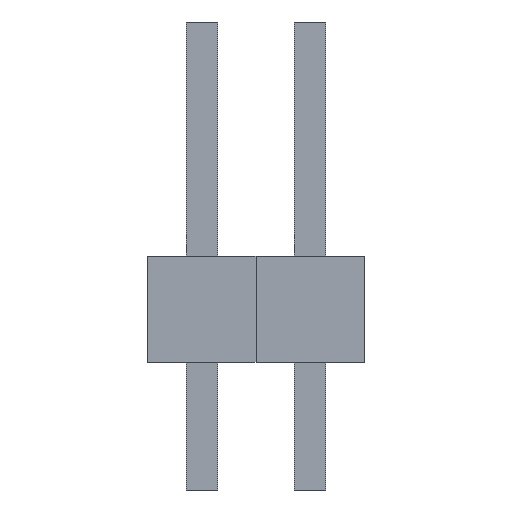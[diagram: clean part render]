
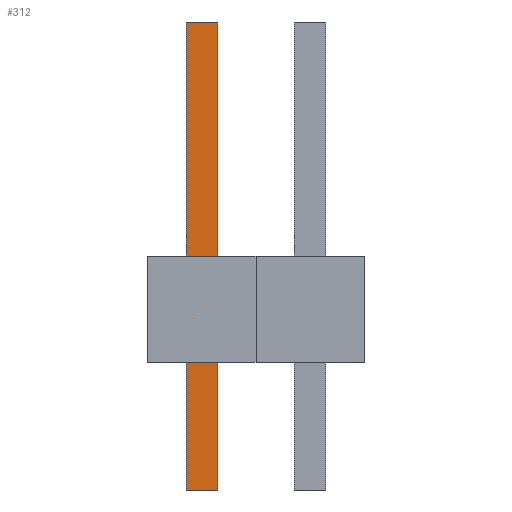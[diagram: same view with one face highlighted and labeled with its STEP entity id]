
A CAD part, front view. The second image highlights one B-rep face of the part: STEP entity #312.
In plain terms, the highlighted planar face has unit normal (0, -1, 0).
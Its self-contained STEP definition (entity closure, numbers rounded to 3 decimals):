
#13=DIRECTION('',(0.,0.,1.));
#14=DIRECTION('',(1.,0.,0.));
#153=VECTOR('',#13,1.);
#160=DIRECTION('',(0.,1.,0.));
#202=VECTOR('',#14,1.);
#266=EDGE_CURVE('',#267,#269,#271,.T.);
#267=VERTEX_POINT('',#268);
#268=CARTESIAN_POINT('',(-0.371,-0.371,-3.));
#269=VERTEX_POINT('',#270);
#270=CARTESIAN_POINT('',(-0.371,-0.371,8.));
#271=LINE('',#268,#153);
#290=ORIENTED_EDGE('',*,*,#291,.F.);
#291=EDGE_CURVE('',#292,#294,#296,.T.);
#292=VERTEX_POINT('',#293);
#293=CARTESIAN_POINT('',(0.371,-0.371,-3.));
#294=VERTEX_POINT('',#295);
#295=CARTESIAN_POINT('',(0.371,-0.371,8.));
#296=LINE('',#293,#153);
#312=ADVANCED_FACE('',(#313),#322,.F.);
#313=FACE_BOUND('',#314,.F.);
#314=EDGE_LOOP('',(#315,#318,#319,#290));
#315=ORIENTED_EDGE('',*,*,#316,.F.);
#316=EDGE_CURVE('',#267,#292,#317,.T.);
#317=LINE('',#268,#202);
#318=ORIENTED_EDGE('',*,*,#266,.T.);
#319=ORIENTED_EDGE('',*,*,#320,.T.);
#320=EDGE_CURVE('',#269,#294,#321,.T.);
#321=LINE('',#270,#202);
#322=PLANE('',#323);
#323=AXIS2_PLACEMENT_3D('',#268,#160,#13);
